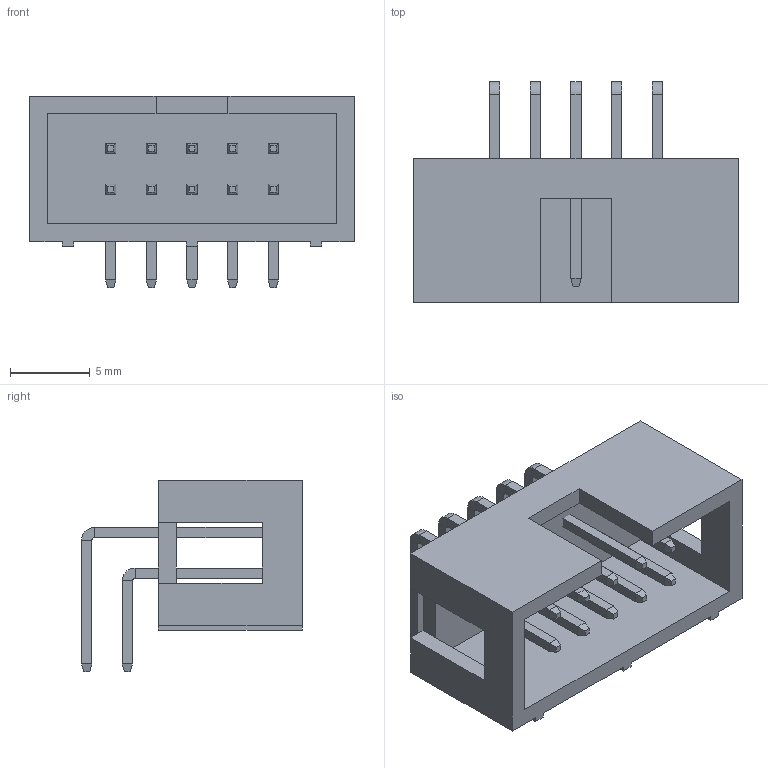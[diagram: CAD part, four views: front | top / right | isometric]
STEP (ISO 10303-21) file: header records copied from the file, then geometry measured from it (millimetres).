
FILE_DESCRIPTION(/* description */ (''),/* implementation_level */ '2;1');
FILE_NAME(/* name */ 'JTAG-10P.step',/* time_stamp */ '2019-09-26T15:24:35-05:00',/* author */ (''),/* organization */ (''),/* preprocessor_version */ 'ST-DEVELOPER v18',/* originating_system */ 'Autodesk Translation Framework v8.6.0.1094',/* authorisation */ '');
FILE_SCHEMA (('AUTOMOTIVE_DESIGN { 1 0 10303 214 3 1 1 }'));
Length unit declared in the file: millimetre
Products named in the file (1): JTAG-10P
Bounding box: 20.3 x 13.8 x 12 mm (x, y, z)
Volume: 669.2 mm3; surface area: 1684 mm2
Topology: 11 solids, 11 shells, 254 faces, 544 edges, 308 vertices
Faces by surface type: plane 234, cylinder 20
Entity records: 6581 total; most frequent: CARTESIAN_POINT 1107, DIRECTION 1094, ORIENTED_EDGE 1088, EDGE_CURVE 544, LINE 504, VECTOR 504, VERTEX_POINT 308, AXIS2_PLACEMENT_3D 295
